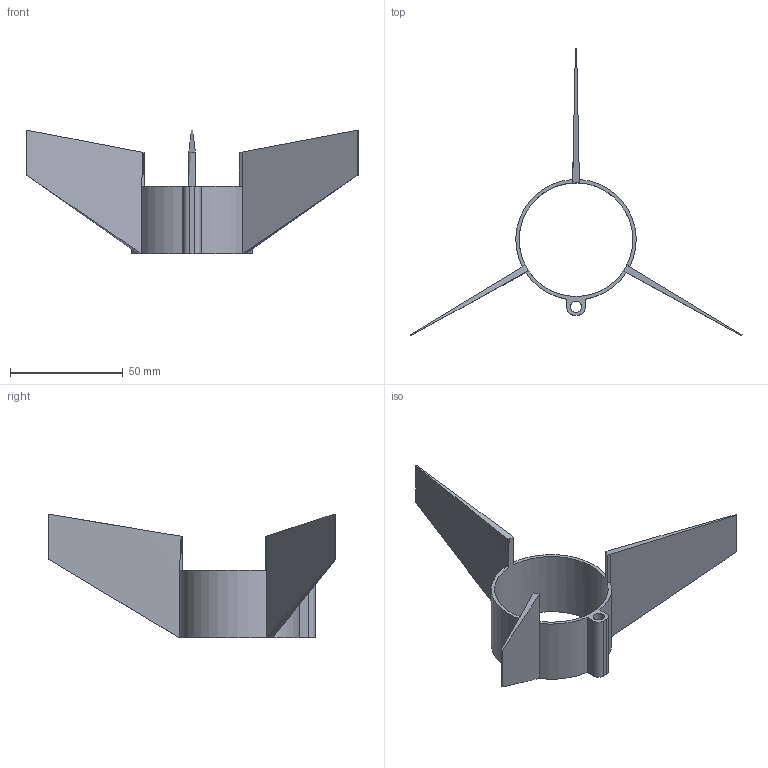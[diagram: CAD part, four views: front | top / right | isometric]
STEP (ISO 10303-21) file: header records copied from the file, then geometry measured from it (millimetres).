
FILE_DESCRIPTION( ( '' ), ' ' );
FILE_NAME( '57527920e4b053149a3dd3c4.step', '2016-06-04T06:45:52', ( '' ), ( '' ), ' ', ' ', ' ' );
FILE_SCHEMA( ( 'AUTOMOTIVE_DESIGN { 1 0 10303 214 1 1 1 1 }' ) );
Length unit declared in the file: metre
Products named in the file (1): Fin-Body
Bounding box: 147.48 x 127.72 x 55 mm (x, y, z)
Volume: 19411.2 mm3; surface area: 23286.5 mm2
Topology: 1 solids, 1 shells, 36 faces, 93 edges, 58 vertices
Faces by surface type: plane 22, cylinder 8, revolution 6
Full cylindrical faces by diameter (mm): 5 x1, 50.5 x1
Entity records: 1611 total; most frequent: CARTESIAN_POINT 463, ORIENTED_EDGE 180, DIRECTION 159, EDGE_CURVE 90, VERTEX_POINT 57, AXIS2_PLACEMENT_3D 55, LINE 43, VECTOR 43
